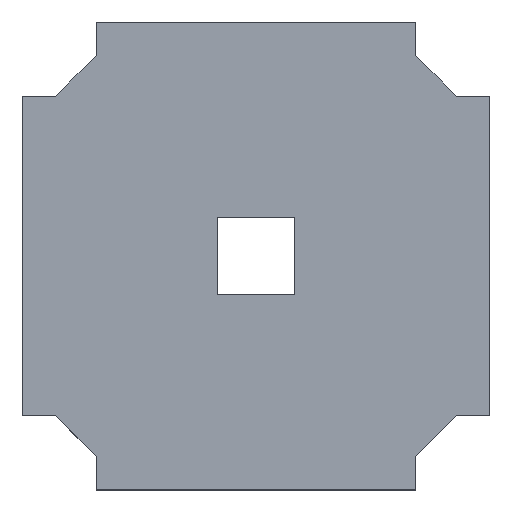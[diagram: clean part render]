
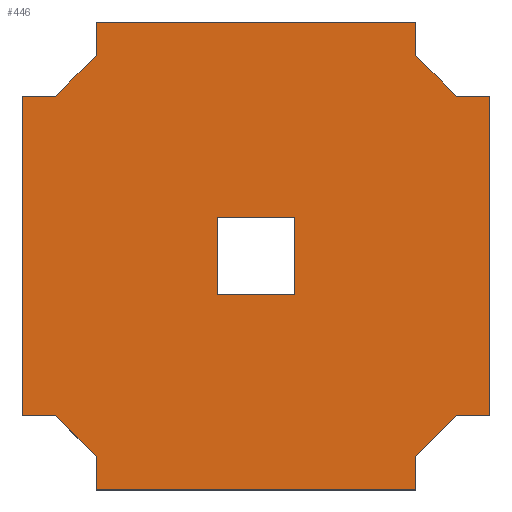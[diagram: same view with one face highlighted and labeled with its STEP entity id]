
A CAD part, top view. The second image highlights one B-rep face of the part: STEP entity #446.
In plain terms, the highlighted planar face has unit normal (0, 0, 1).
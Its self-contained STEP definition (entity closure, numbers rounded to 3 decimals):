
#20=FACE_BOUND('',#61,.T.);
#38=FACE_OUTER_BOUND('',#60,.T.);
#60=EDGE_LOOP('',(#352,#353,#354,#355,#356,#357,#358,#359,#360,#361,#362,
#363,#364,#365,#366,#367));
#61=EDGE_LOOP('',(#368,#369,#370,#371));
#70=LINE('',#608,#130);
#73=LINE('',#614,#133);
#76=LINE('',#620,#136);
#79=LINE('',#624,#139);
#82=LINE('',#632,#142);
#86=LINE('',#639,#146);
#89=LINE('',#645,#149);
#92=LINE('',#653,#152);
#95=LINE('',#659,#155);
#99=LINE('',#666,#159);
#102=LINE('',#674,#162);
#106=LINE('',#681,#166);
#109=LINE('',#687,#169);
#112=LINE('',#695,#172);
#115=LINE('',#701,#175);
#119=LINE('',#708,#179);
#120=LINE('',#710,#180);
#121=LINE('',#711,#181);
#122=LINE('',#712,#182);
#123=LINE('',#713,#183);
#130=VECTOR('',#500,10.);
#133=VECTOR('',#505,10.);
#136=VECTOR('',#510,10.);
#139=VECTOR('',#515,10.);
#142=VECTOR('',#520,10.);
#146=VECTOR('',#526,10.);
#149=VECTOR('',#531,10.);
#152=VECTOR('',#536,10.);
#155=VECTOR('',#541,10.);
#159=VECTOR('',#547,10.);
#162=VECTOR('',#552,10.);
#166=VECTOR('',#558,10.);
#169=VECTOR('',#563,10.);
#172=VECTOR('',#568,10.);
#175=VECTOR('',#573,10.);
#179=VECTOR('',#579,10.);
#180=VECTOR('',#582,10.);
#181=VECTOR('',#583,10.);
#182=VECTOR('',#584,10.);
#183=VECTOR('',#585,10.);
#190=VERTEX_POINT('',#605);
#191=VERTEX_POINT('',#607);
#193=VERTEX_POINT('',#613);
#195=VERTEX_POINT('',#619);
#198=VERTEX_POINT('',#629);
#199=VERTEX_POINT('',#631);
#201=VERTEX_POINT('',#637);
#203=VERTEX_POINT('',#643);
#206=VERTEX_POINT('',#650);
#207=VERTEX_POINT('',#652);
#209=VERTEX_POINT('',#658);
#211=VERTEX_POINT('',#664);
#214=VERTEX_POINT('',#671);
#215=VERTEX_POINT('',#673);
#217=VERTEX_POINT('',#679);
#219=VERTEX_POINT('',#685);
#222=VERTEX_POINT('',#692);
#223=VERTEX_POINT('',#694);
#225=VERTEX_POINT('',#700);
#227=VERTEX_POINT('',#706);
#230=EDGE_CURVE('',#191,#190,#70,.T.);
#233=EDGE_CURVE('',#193,#191,#73,.T.);
#236=EDGE_CURVE('',#195,#193,#76,.T.);
#239=EDGE_CURVE('',#190,#195,#79,.T.);
#242=EDGE_CURVE('',#198,#199,#82,.T.);
#246=EDGE_CURVE('',#201,#198,#86,.T.);
#249=EDGE_CURVE('',#203,#201,#89,.T.);
#252=EDGE_CURVE('',#207,#206,#92,.T.);
#255=EDGE_CURVE('',#209,#207,#95,.T.);
#259=EDGE_CURVE('',#206,#211,#99,.T.);
#262=EDGE_CURVE('',#215,#214,#102,.T.);
#266=EDGE_CURVE('',#214,#217,#106,.T.);
#269=EDGE_CURVE('',#217,#219,#109,.T.);
#272=EDGE_CURVE('',#223,#222,#112,.T.);
#275=EDGE_CURVE('',#225,#223,#115,.T.);
#279=EDGE_CURVE('',#222,#227,#119,.T.);
#280=EDGE_CURVE('',#227,#215,#120,.T.);
#281=EDGE_CURVE('',#219,#199,#121,.T.);
#282=EDGE_CURVE('',#209,#203,#122,.T.);
#283=EDGE_CURVE('',#211,#225,#123,.T.);
#352=ORIENTED_EDGE('',*,*,#280,.T.);
#353=ORIENTED_EDGE('',*,*,#262,.T.);
#354=ORIENTED_EDGE('',*,*,#266,.T.);
#355=ORIENTED_EDGE('',*,*,#269,.T.);
#356=ORIENTED_EDGE('',*,*,#281,.T.);
#357=ORIENTED_EDGE('',*,*,#242,.F.);
#358=ORIENTED_EDGE('',*,*,#246,.F.);
#359=ORIENTED_EDGE('',*,*,#249,.F.);
#360=ORIENTED_EDGE('',*,*,#282,.F.);
#361=ORIENTED_EDGE('',*,*,#255,.T.);
#362=ORIENTED_EDGE('',*,*,#252,.T.);
#363=ORIENTED_EDGE('',*,*,#259,.T.);
#364=ORIENTED_EDGE('',*,*,#283,.T.);
#365=ORIENTED_EDGE('',*,*,#275,.T.);
#366=ORIENTED_EDGE('',*,*,#272,.T.);
#367=ORIENTED_EDGE('',*,*,#279,.T.);
#368=ORIENTED_EDGE('',*,*,#236,.T.);
#369=ORIENTED_EDGE('',*,*,#233,.T.);
#370=ORIENTED_EDGE('',*,*,#230,.T.);
#371=ORIENTED_EDGE('',*,*,#239,.T.);
#424=PLANE('',#488);
#446=ADVANCED_FACE('',(#38,#20),#424,.T.);
#488=AXIS2_PLACEMENT_3D('',#709,#580,#581);
#500=DIRECTION('',(0.,1.,0.));
#505=DIRECTION('',(-1.,0.,0.));
#510=DIRECTION('',(0.,-1.,0.));
#515=DIRECTION('',(1.,0.,0.));
#520=DIRECTION('',(-1.,0.,0.));
#526=DIRECTION('',(-0.707,0.707,0.));
#531=DIRECTION('',(0.,1.,0.));
#536=DIRECTION('',(0.707,0.707,0.));
#541=DIRECTION('',(0.,1.,0.));
#547=DIRECTION('',(1.,0.,0.));
#552=DIRECTION('',(0.,-1.,0.));
#558=DIRECTION('',(-0.707,-0.707,0.));
#563=DIRECTION('',(-1.,0.,0.));
#568=DIRECTION('',(-0.707,0.707,0.));
#573=DIRECTION('',(-1.,0.,0.));
#579=DIRECTION('',(0.,1.,0.));
#580=DIRECTION('center_axis',(0.,0.,1.));
#581=DIRECTION('ref_axis',(1.,0.,0.));
#582=DIRECTION('',(-1.,0.,0.));
#583=DIRECTION('',(0.,-1.,0.));
#584=DIRECTION('',(-1.,0.,0.));
#585=DIRECTION('',(0.,1.,0.));
#605=CARTESIAN_POINT('',(-25.03,25.03,18.));
#607=CARTESIAN_POINT('',(-25.03,16.83,18.));
#608=CARTESIAN_POINT('',(-25.03,18.88,18.));
#613=CARTESIAN_POINT('',(-16.83,16.83,18.));
#614=CARTESIAN_POINT('',(-18.88,16.83,18.));
#619=CARTESIAN_POINT('',(-16.83,25.03,18.));
#620=CARTESIAN_POINT('',(-16.83,22.98,18.));
#624=CARTESIAN_POINT('',(-22.98,25.03,18.));
#629=CARTESIAN_POINT('',(-42.255,3.93,18.));
#631=CARTESIAN_POINT('',(-45.83,3.93,18.));
#632=CARTESIAN_POINT('',(-42.255,3.93,18.));
#637=CARTESIAN_POINT('',(-37.93,-0.395,18.));
#639=CARTESIAN_POINT('',(-37.93,-0.395,18.));
#643=CARTESIAN_POINT('',(-37.93,-3.97,18.));
#645=CARTESIAN_POINT('',(-37.93,-4.17,18.));
#650=CARTESIAN_POINT('',(0.395,3.93,18.));
#652=CARTESIAN_POINT('',(-3.971,-0.437,18.));
#653=CARTESIAN_POINT('',(-3.971,-0.437,18.));
#658=CARTESIAN_POINT('',(-3.971,-3.97,18.));
#659=CARTESIAN_POINT('',(-3.971,-4.17,18.));
#664=CARTESIAN_POINT('',(3.97,3.93,18.));
#666=CARTESIAN_POINT('',(0.395,3.93,18.));
#671=CARTESIAN_POINT('',(-37.93,42.255,18.));
#673=CARTESIAN_POINT('',(-37.93,45.83,18.));
#674=CARTESIAN_POINT('',(-37.93,46.03,18.));
#679=CARTESIAN_POINT('',(-42.255,37.93,18.));
#681=CARTESIAN_POINT('',(-37.93,42.255,18.));
#685=CARTESIAN_POINT('',(-45.83,37.93,18.));
#687=CARTESIAN_POINT('',(-42.255,37.93,18.));
#692=CARTESIAN_POINT('',(-3.93,42.255,18.));
#694=CARTESIAN_POINT('',(0.395,37.93,18.));
#695=CARTESIAN_POINT('',(0.395,37.93,18.));
#700=CARTESIAN_POINT('',(3.97,37.93,18.));
#701=CARTESIAN_POINT('',(4.17,37.93,18.));
#706=CARTESIAN_POINT('',(-3.93,45.83,18.));
#708=CARTESIAN_POINT('',(-3.93,42.255,18.));
#709=CARTESIAN_POINT('Origin',(-20.93,20.93,18.));
#710=CARTESIAN_POINT('',(-3.93,45.83,18.));
#711=CARTESIAN_POINT('',(-45.83,37.93,18.));
#712=CARTESIAN_POINT('',(-37.73,-3.97,18.));
#713=CARTESIAN_POINT('',(3.97,3.93,18.));
